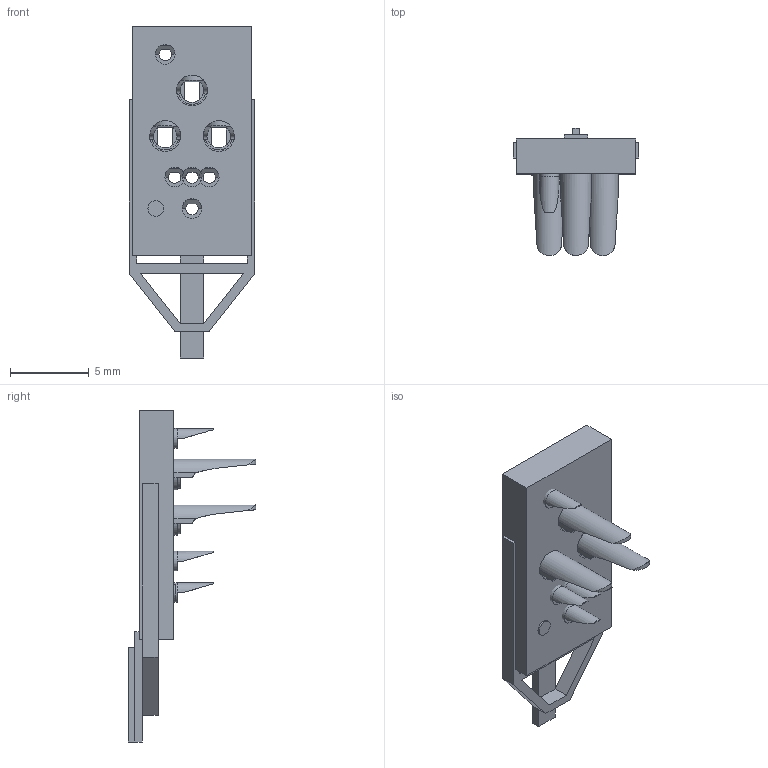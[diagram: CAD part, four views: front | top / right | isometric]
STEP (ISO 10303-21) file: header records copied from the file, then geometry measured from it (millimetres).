
FILE_DESCRIPTION(('FreeCAD Model'),'2;1');
FILE_NAME('Open CASCADE Shape Model','2024-03-24T15:00:02',('FreeCAD'),( 'FreeCAD'),'Open CASCADE STEP processor 7.6','FreeCAD','Unknown');
FILE_SCHEMA(('AUTOMOTIVE_DESIGN { 1 0 10303 214 1 1 1 1 }'));
Length unit declared in the file: millimetre
Products named in the file (1): Open CASCADE STEP translator 7.6 1
Bounding box: 8 x 8.1 x 21.1 mm (x, y, z)
Volume: 161.5 mm3; surface area: 647.4 mm2
Topology: 10 solids, 10 shells, 237 faces, 613 edges, 384 vertices
Faces by surface type: plane 194, cylinder 40, extrusion 3
Full cylindrical faces by diameter (mm): 1 x7, 1.25 x5, 1.5 x3, 1.95 x3
Entity records: 18101 total; most frequent: CARTESIAN_POINT 5931, DIRECTION 2237, VECTOR 1452, LINE 1449, ORIENTED_EDGE 1226, PCURVE 1226, DEFINITIONAL_REPRESENTATION 1226, EDGE_CURVE 613
